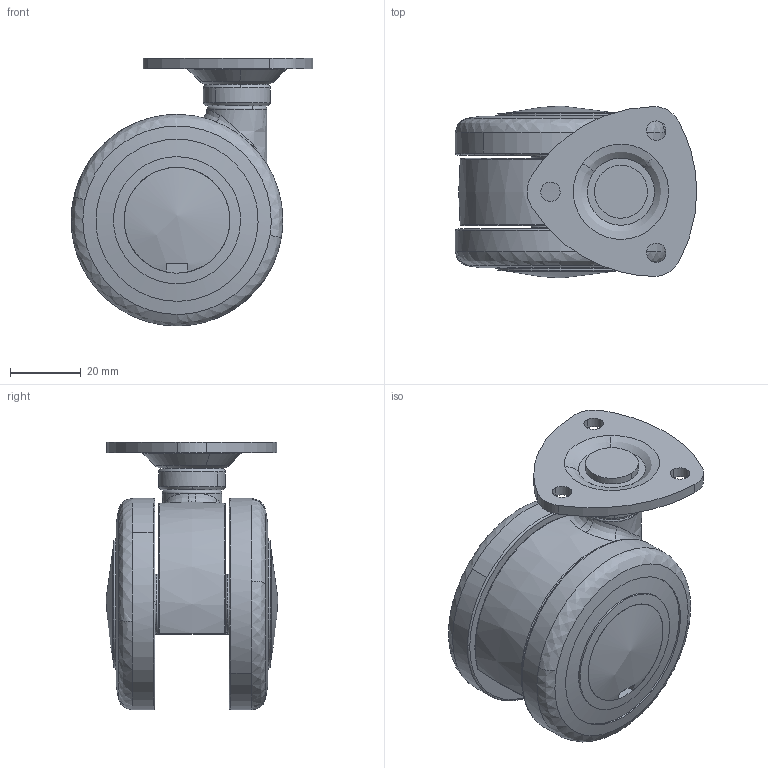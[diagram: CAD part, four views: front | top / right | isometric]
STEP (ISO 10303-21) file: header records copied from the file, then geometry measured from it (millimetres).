
FILE_DESCRIPTION((''),'2;1');
FILE_NAME('','2006-10-31T08:31:26',(''),(''),'','CADfix','');
FILE_SCHEMA(('AUTOMOTIVE_DESIGN'));
Length unit declared in the file: millimetre
Products named in the file (6): wheel_mr; wheel; mounting plate; main shaft; body; e60J_3826_36
Assembly tree (5 placements, depth 2):
  e60J_3826_36
    wheel_mr
    wheel
    mounting plate
    main shaft
    body
Bounding box: 68.5 x 48.78 x 76 mm (x, y, z)
Volume: 91231.3 mm3; surface area: 34856.6 mm2
Topology: 5 solids, 5 shells, 163 faces, 534 edges, 395 vertices
Faces by surface type: bspline 163
Entity records: 7837 total; most frequent: CARTESIAN_POINT 4936, ORIENTED_EDGE 1068, EDGE_CURVE 534, VERTEX_POINT 395, EDGE_LOOP 195, FACE_OUTER_BOUND 163, ADVANCED_FACE 163, QUASI_UNIFORM_CURVE 127
